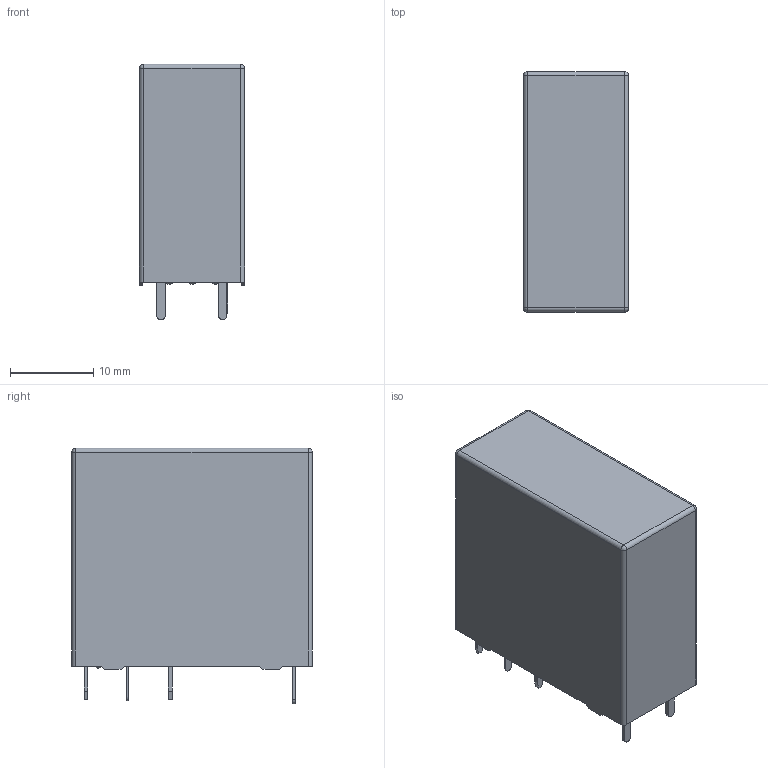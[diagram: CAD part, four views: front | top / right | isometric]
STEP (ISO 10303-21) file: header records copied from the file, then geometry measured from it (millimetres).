
FILE_DESCRIPTION(/* description */ (''),/* implementation_level */ '2;1');
FILE_NAME(/* name */ 'FILE_STP_CAD_DRAWING_3d-HR401_prt.stp',/* time_stamp */ '2022-01-21T18:23:31+01:00',/* author */ (''),/* organization */ (''),/* preprocessor_version */ 'ST-DEVELOPER v16.7',/* originating_system */ 'SIEMENS PLM Software NX 12.0',/* authorisation */ '');
FILE_SCHEMA (('AUTOMOTIVE_DESIGN { 1 0 10303 214 3 1 1 1 }'));
Length unit declared in the file: millimetre
Products named in the file (1): 3d-HR401
Bounding box: 12.6 x 28.8 x 30.62 mm (x, y, z)
Surface area: 2963.3 mm2 (no closed solid volume)
Topology: 0 solids, 1 shells, 95 faces, 262 edges, 170 vertices
Faces by surface type: plane 70, cylinder 18, sphere 4, bspline 3
Entity records: 3035 total; most frequent: CARTESIAN_POINT 597, ORIENTED_EDGE 489, DIRECTION 486, EDGE_CURVE 252, LINE 206, VECTOR 206, VERTEX_POINT 166, AXIS2_PLACEMENT_3D 140
